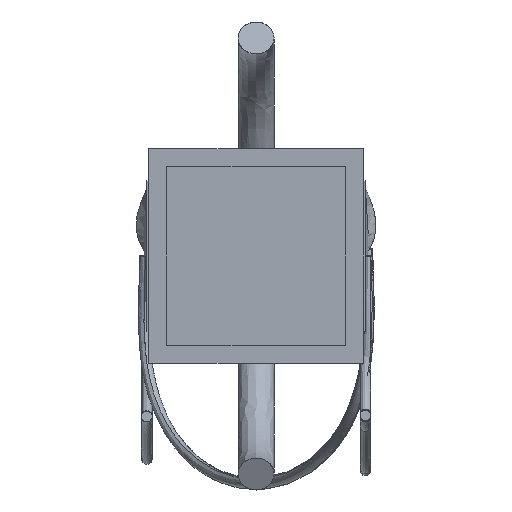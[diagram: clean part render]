
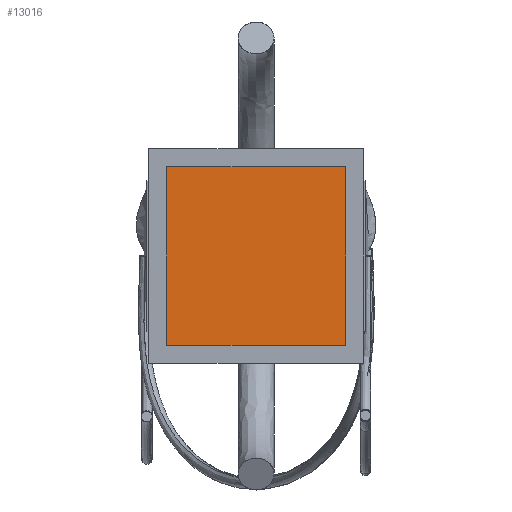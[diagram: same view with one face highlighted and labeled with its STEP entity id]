
A CAD part, front view. The second image highlights one B-rep face of the part: STEP entity #13016.
In plain terms, the highlighted planar face has unit normal (0, -1, 0).
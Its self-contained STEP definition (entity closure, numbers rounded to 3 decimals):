
#51 = AXIS2_PLACEMENT_3D ( 'NONE', #13582, #6238, #14799 ) ;
#489 = CARTESIAN_POINT ( 'NONE',  ( 2.5, -0.51, -2.5 ) ) ;
#559 = VECTOR ( 'NONE', #3614, 1000. ) ;
#579 = EDGE_CURVE ( 'NONE', #6810, #6158, #5766, .T. ) ;
#1456 = PLANE ( 'NONE',  #51 ) ;
#1970 = ORIENTED_EDGE ( 'NONE', *, *, #15553, .T. ) ;
#2411 = EDGE_LOOP ( 'NONE', ( #13620, #1970, #13969, #8603 ) ) ;
#2508 = CARTESIAN_POINT ( 'NONE',  ( -2.5, -0.51, 2.5 ) ) ;
#2853 = DIRECTION ( 'NONE',  ( 0., 0., 1. ) ) ;
#3130 = LINE ( 'NONE', #11099, #5209 ) ;
#3614 = DIRECTION ( 'NONE',  ( 0., 0., -1. ) ) ;
#3837 = VERTEX_POINT ( 'NONE', #5173 ) ;
#4477 = VECTOR ( 'NONE', #6386, 1000. ) ;
#5173 = CARTESIAN_POINT ( 'NONE',  ( 2.5, -0.51, -2.5 ) ) ;
#5209 = VECTOR ( 'NONE', #2853, 1000. ) ;
#5766 = LINE ( 'NONE', #2508, #559 ) ;
#6158 = VERTEX_POINT ( 'NONE', #7007 ) ;
#6238 = DIRECTION ( 'NONE',  ( 0., 1., 0. ) ) ;
#6378 = EDGE_CURVE ( 'NONE', #3837, #10396, #3130, .T. ) ;
#6384 = CARTESIAN_POINT ( 'NONE',  ( 2.5, -0.51, 2.5 ) ) ;
#6386 = DIRECTION ( 'NONE',  ( -1., 0., 0. ) ) ;
#6556 = VECTOR ( 'NONE', #9943, 1000. ) ;
#6810 = VERTEX_POINT ( 'NONE', #13168 ) ;
#7007 = CARTESIAN_POINT ( 'NONE',  ( -2.5, -0.51, -2.5 ) ) ;
#7672 = LINE ( 'NONE', #8761, #4477 ) ;
#8603 = ORIENTED_EDGE ( 'NONE', *, *, #14252, .T. ) ;
#8761 = CARTESIAN_POINT ( 'NONE',  ( 2.5, -0.51, 2.5 ) ) ;
#9763 = LINE ( 'NONE', #489, #6556 ) ;
#9943 = DIRECTION ( 'NONE',  ( 1., 0., 0. ) ) ;
#10396 = VERTEX_POINT ( 'NONE', #6384 ) ;
#11099 = CARTESIAN_POINT ( 'NONE',  ( 2.5, -0.51, 2.5 ) ) ;
#13016 = ADVANCED_FACE ( 'NONE', ( #13123 ), #1456, .F. ) ;
#13123 = FACE_OUTER_BOUND ( 'NONE', #2411, .T. ) ;
#13168 = CARTESIAN_POINT ( 'NONE',  ( -2.5, -0.51, 2.5 ) ) ;
#13582 = CARTESIAN_POINT ( 'NONE',  ( 0., -0.51, 0. ) ) ;
#13620 = ORIENTED_EDGE ( 'NONE', *, *, #579, .T. ) ;
#13969 = ORIENTED_EDGE ( 'NONE', *, *, #6378, .T. ) ;
#14252 = EDGE_CURVE ( 'NONE', #10396, #6810, #7672, .T. ) ;
#14799 = DIRECTION ( 'NONE',  ( 0., 0., 1. ) ) ;
#15553 = EDGE_CURVE ( 'NONE', #6158, #3837, #9763, .T. ) ;
